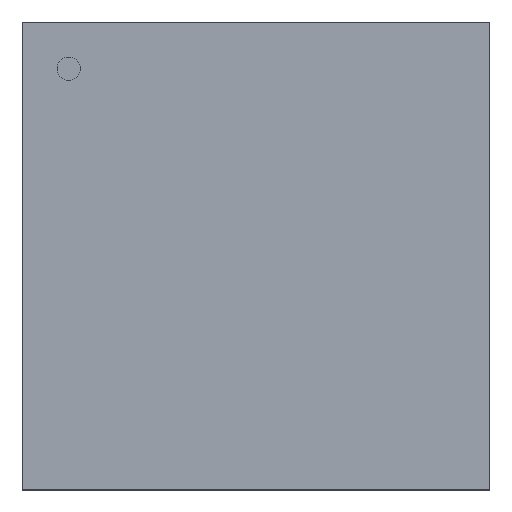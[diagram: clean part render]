
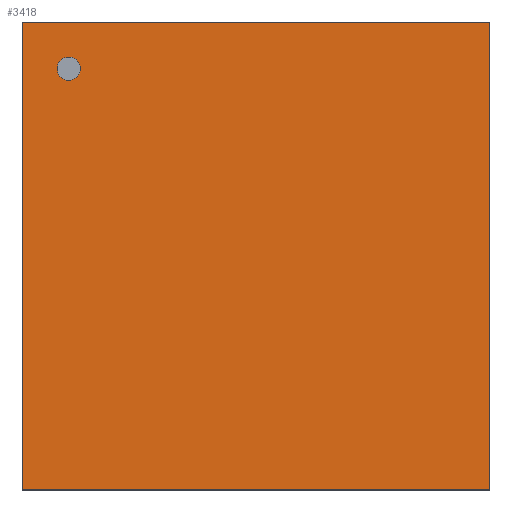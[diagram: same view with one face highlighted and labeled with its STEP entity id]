
A CAD part, top view. The second image highlights one B-rep face of the part: STEP entity #3418.
In plain terms, the highlighted planar face has unit normal (0, 0, 1).
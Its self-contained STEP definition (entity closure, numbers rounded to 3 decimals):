
#3194=CARTESIAN_POINT('',(5.499,-5.499,1.448));
#3193=VERTEX_POINT('',#3194);
#3204=CARTESIAN_POINT('',(-5.499,-5.499,1.448));
#3203=VERTEX_POINT('',#3204);
#3202=EDGE_CURVE('',#3203,#3193,#3207,.T.);
#3207=LINE('',#3204,#3209);
#3209=VECTOR('',#3210,10.998);
#3210=DIRECTION('',(1.0,0.0,0.0));
#3243=CARTESIAN_POINT('',(5.499,5.499,1.448));
#3242=VERTEX_POINT('',#3243);
#3251=EDGE_CURVE('',#3193,#3242,#3256,.T.);
#3256=LINE('',#3194,#3258);
#3258=VECTOR('',#3259,10.998);
#3259=DIRECTION('',(0.0,1.0,0.0));
#3292=CARTESIAN_POINT('',(-5.499,5.499,1.448));
#3291=VERTEX_POINT('',#3292);
#3300=EDGE_CURVE('',#3242,#3291,#3305,.T.);
#3305=LINE('',#3243,#3307);
#3307=VECTOR('',#3308,10.998);
#3308=DIRECTION('',(-1.0,0.0,0.0));
#3349=EDGE_CURVE('',#3291,#3203,#3354,.T.);
#3354=LINE('',#3292,#3356);
#3356=VECTOR('',#3357,10.998);
#3357=DIRECTION('',(0.0,-1.0,0.0));
#3418=ADVANCED_FACE('',(#3424),#3419,.T.);
#3419=PLANE('',#3420);
#3420=AXIS2_PLACEMENT_3D('',#3421,#3422,#3423);
#3421=CARTESIAN_POINT('',(-5.499,-5.499,1.448));
#3422=DIRECTION('',(0.0,0.0,1.0));
#3423=DIRECTION('',(0.,1.,0.));
#3424=FACE_OUTER_BOUND('',#3425,.T.);
#3425=EDGE_LOOP('',(#3426,#3436,#3446,#3456));
#3426=ORIENTED_EDGE('',*,*,#3202,.T.);
#3436=ORIENTED_EDGE('',*,*,#3251,.T.);
#3446=ORIENTED_EDGE('',*,*,#3300,.T.);
#3456=ORIENTED_EDGE('',*,*,#3349,.T.);
